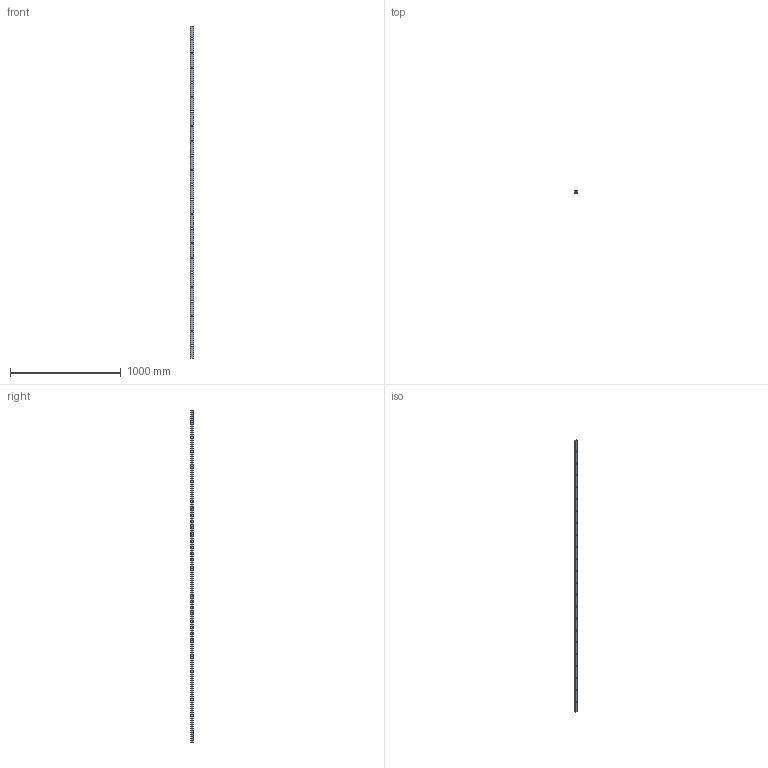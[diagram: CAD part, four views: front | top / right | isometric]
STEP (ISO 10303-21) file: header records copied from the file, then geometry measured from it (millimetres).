
FILE_DESCRIPTION (( 'STEP AP203' ), '1' );
FILE_NAME ('69901-132.step', '2022-06-23T11:39:54', ( '' ), ( '' ), 'SwSTEP 2.0', 'SolidWorks 2018', '' );
FILE_SCHEMA (( 'CONFIG_CONTROL_DESIGN' ));
Length unit declared in the file: millimetre
Products named in the file (1): 69901-132
Bounding box: 30 x 20 x 3000 mm (x, y, z)
Volume: 516525.3 mm3; surface area: 521468.3 mm2
Topology: 1 solids, 1 shells, 453 faces, 1278 edges, 852 vertices
Faces by surface type: plane 321, bspline 124, cylinder 8
Entity records: 20589 total; most frequent: CARTESIAN_POINT 9436, ORIENTED_EDGE 2556, DIRECTION 1706, EDGE_CURVE 1278, VECTOR 1014, LINE 1014, VERTEX_POINT 852, EDGE_LOOP 568
